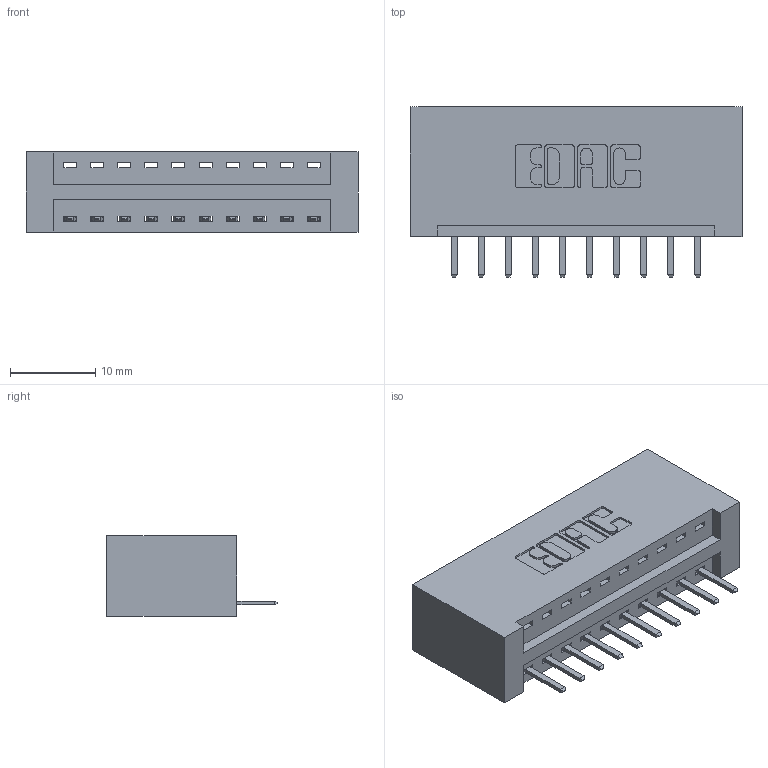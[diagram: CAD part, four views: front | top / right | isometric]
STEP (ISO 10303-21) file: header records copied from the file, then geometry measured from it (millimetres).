
FILE_DESCRIPTION (( 'STEP AP203' ), '1' );
FILE_NAME ('396-010-520-101.STEP', '2019-10-26T14:05:30', ( '' ), ( '' ), 'SwSTEP 2.0', 'SolidWorks 2016', '' );
FILE_SCHEMA (( 'CONFIG_CONTROL_DESIGN' ));
Length unit declared in the file: inch
Products named in the file (3): 346 Part_No Mounting Lugs; 396-010-520-101; 345-292-001_345-293-120
Assembly tree (11 placements, depth 2):
  396-010-520-101
    346 Part_No Mounting Lugs
    345-292-001_345-293-120  x10
Bounding box: 38.99 x 20.02 x 9.4 mm (x, y, z)
Volume: 4032.3 mm3; surface area: 4673.6 mm2
Topology: 11 solids, 11 shells, 734 faces, 2145 edges, 1402 vertices
Faces by surface type: plane 492, cylinder 242
Entity records: 10351 total; most frequent: CARTESIAN_POINT 1802, ORIENTED_EDGE 1734, DIRECTION 1611, EDGE_CURVE 867, VECTOR 699, LINE 699, VERTEX_POINT 574, AXIS2_PLACEMENT_3D 456
